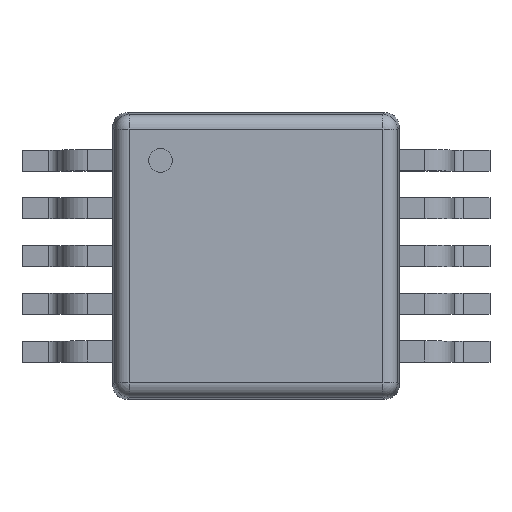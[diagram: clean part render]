
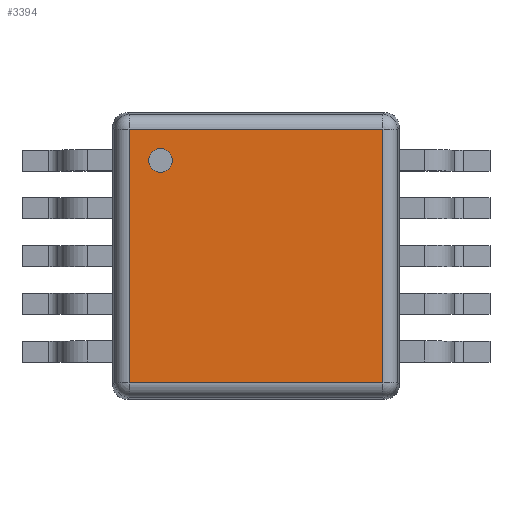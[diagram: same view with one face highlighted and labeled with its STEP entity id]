
A CAD part, top view. The second image highlights one B-rep face of the part: STEP entity #3394.
In plain terms, the highlighted planar face has unit normal (0, 0, 1).
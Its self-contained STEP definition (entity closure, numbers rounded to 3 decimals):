
#29=FACE_BOUND('',#553,.T.);
#122=CIRCLE('',#3675,0.125);
#354=FACE_OUTER_BOUND('',#552,.T.);
#552=EDGE_LOOP('',(#2811,#2812,#2813,#2814));
#553=EDGE_LOOP('',(#2815));
#898=LINE('',#5509,#1268);
#899=LINE('',#5511,#1269);
#900=LINE('',#5513,#1270);
#901=LINE('',#5514,#1271);
#1268=VECTOR('',#4468,1000.);
#1269=VECTOR('',#4469,1000.);
#1270=VECTOR('',#4470,1000.);
#1271=VECTOR('',#4471,1000.);
#1566=VERTEX_POINT('',#5427);
#1599=VERTEX_POINT('',#5507);
#1600=VERTEX_POINT('',#5508);
#1601=VERTEX_POINT('',#5510);
#1602=VERTEX_POINT('',#5512);
#1983=EDGE_CURVE('',#1566,#1566,#122,.T.);
#2020=EDGE_CURVE('',#1599,#1600,#898,.T.);
#2021=EDGE_CURVE('',#1600,#1601,#899,.T.);
#2022=EDGE_CURVE('',#1601,#1602,#900,.T.);
#2023=EDGE_CURVE('',#1602,#1599,#901,.T.);
#2811=ORIENTED_EDGE('',*,*,#2020,.T.);
#2812=ORIENTED_EDGE('',*,*,#2021,.T.);
#2813=ORIENTED_EDGE('',*,*,#2022,.T.);
#2814=ORIENTED_EDGE('',*,*,#2023,.T.);
#2815=ORIENTED_EDGE('',*,*,#1983,.F.);
#3233=PLANE('',#3684);
#3394=ADVANCED_FACE('',(#354,#29),#3233,.T.);
#3675=AXIS2_PLACEMENT_3D('',#5429,#4412,#4413);
#3684=AXIS2_PLACEMENT_3D('',#5506,#4466,#4467);
#4412=DIRECTION('center_axis',(0.,0.,1.));
#4413=DIRECTION('ref_axis',(-1.,0.,0.));
#4466=DIRECTION('center_axis',(0.,0.,1.));
#4467=DIRECTION('ref_axis',(-1.,0.,0.));
#4468=DIRECTION('',(0.,1.,0.));
#4469=DIRECTION('',(-1.,0.,0.));
#4470=DIRECTION('',(0.,-1.,0.));
#4471=DIRECTION('',(1.,0.,0.));
#5427=CARTESIAN_POINT('',(-0.875,1.,1.1));
#5429=CARTESIAN_POINT('Origin',(-1.,1.,1.1));
#5506=CARTESIAN_POINT('Origin',(0.,0.,1.1));
#5507=CARTESIAN_POINT('',(1.329,-1.329,1.1));
#5508=CARTESIAN_POINT('',(1.329,1.329,1.1));
#5509=CARTESIAN_POINT('',(1.329,1.466,1.1));
#5510=CARTESIAN_POINT('',(-1.329,1.329,1.1));
#5511=CARTESIAN_POINT('',(-1.466,1.329,1.1));
#5512=CARTESIAN_POINT('',(-1.329,-1.329,1.1));
#5513=CARTESIAN_POINT('',(-1.329,-1.466,1.1));
#5514=CARTESIAN_POINT('',(1.466,-1.329,1.1));
